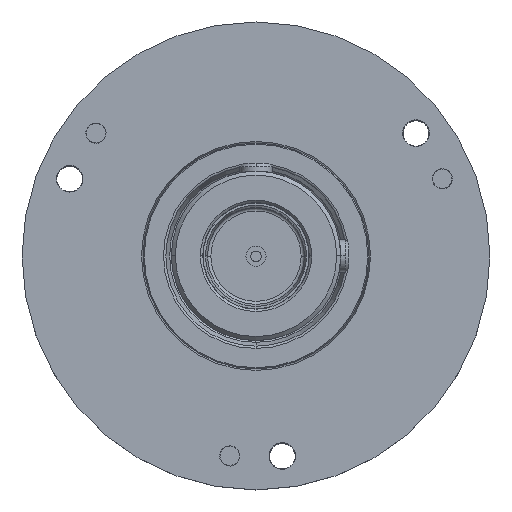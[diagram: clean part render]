
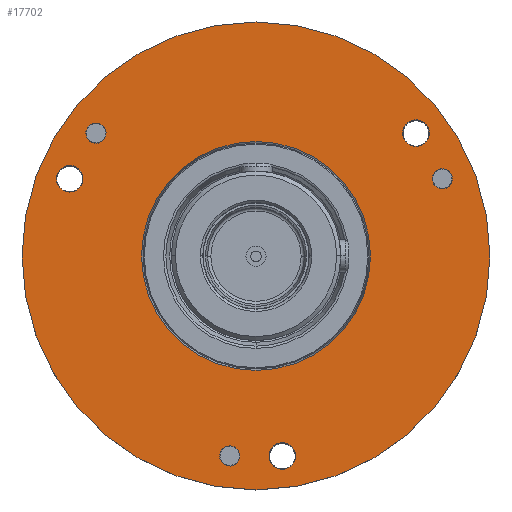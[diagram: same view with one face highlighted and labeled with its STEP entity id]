
A CAD part, top view. The second image highlights one B-rep face of the part: STEP entity #17702.
In plain terms, the highlighted planar face has unit normal (0, 0, 1).
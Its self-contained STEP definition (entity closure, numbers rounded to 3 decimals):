
#249=CARTESIAN_POINT('',(0.,0.,18.));
#250=DIRECTION('',(0.,0.,1.));
#251=DIRECTION('',(1.,0.,0.));
#252=AXIS2_PLACEMENT_3D('',#249,#250,#251);
#254=CARTESIAN_POINT('',(0.,0.,18.));
#255=DIRECTION('',(0.,0.,1.));
#256=DIRECTION('',(-1.,0.,0.));
#257=AXIS2_PLACEMENT_3D('',#254,#255,#256);
#259=CARTESIAN_POINT('',(-19.834,15.219,18.));
#260=DIRECTION('',(0.,0.,-1.));
#261=DIRECTION('',(-0.793,0.609,0.));
#262=AXIS2_PLACEMENT_3D('',#259,#260,#261);
#264=CARTESIAN_POINT('',(-19.834,15.219,18.));
#265=DIRECTION('',(0.,0.,-1.));
#266=DIRECTION('',(0.793,-0.609,0.));
#267=AXIS2_PLACEMENT_3D('',#264,#265,#266);
#269=CARTESIAN_POINT('',(-3.263,-24.786,18.));
#270=DIRECTION('',(0.,0.,-1.));
#271=DIRECTION('',(-0.131,-0.991,0.));
#272=AXIS2_PLACEMENT_3D('',#269,#270,#271);
#274=CARTESIAN_POINT('',(-3.263,-24.786,18.));
#275=DIRECTION('',(0.,0.,-1.));
#276=DIRECTION('',(0.131,0.991,0.));
#277=AXIS2_PLACEMENT_3D('',#274,#275,#276);
#279=CARTESIAN_POINT('',(23.097,9.567,18.));
#280=DIRECTION('',(0.,0.,-1.));
#281=DIRECTION('',(0.924,0.383,0.));
#282=AXIS2_PLACEMENT_3D('',#279,#280,#281);
#284=CARTESIAN_POINT('',(23.097,9.567,18.));
#285=DIRECTION('',(0.,0.,-1.));
#286=DIRECTION('',(-0.924,-0.383,0.));
#287=AXIS2_PLACEMENT_3D('',#284,#285,#286);
#289=CARTESIAN_POINT('',(3.263,-24.786,18.));
#290=DIRECTION('',(0.,0.,1.));
#291=DIRECTION('',(0.,-1.,0.));
#292=AXIS2_PLACEMENT_3D('',#289,#290,#291);
#294=CARTESIAN_POINT('',(3.263,-24.786,18.));
#295=DIRECTION('',(0.,0.,1.));
#296=DIRECTION('',(0.,1.,0.));
#297=AXIS2_PLACEMENT_3D('',#294,#295,#296);
#299=CARTESIAN_POINT('',(19.834,15.219,18.));
#300=DIRECTION('',(0.,0.,1.));
#301=DIRECTION('',(0.,-1.,0.));
#302=AXIS2_PLACEMENT_3D('',#299,#300,#301);
#304=CARTESIAN_POINT('',(19.834,15.219,18.));
#305=DIRECTION('',(0.,0.,1.));
#306=DIRECTION('',(0.,1.,0.));
#307=AXIS2_PLACEMENT_3D('',#304,#305,#306);
#309=CARTESIAN_POINT('',(-23.097,9.567,18.));
#310=DIRECTION('',(0.,0.,1.));
#311=DIRECTION('',(0.,-1.,0.));
#312=AXIS2_PLACEMENT_3D('',#309,#310,#311);
#314=CARTESIAN_POINT('',(-23.097,9.567,18.));
#315=DIRECTION('',(0.,0.,1.));
#316=DIRECTION('',(0.,1.,0.));
#317=AXIS2_PLACEMENT_3D('',#314,#315,#316);
#319=CARTESIAN_POINT('',(0.,0.,18.));
#320=DIRECTION('',(0.,0.,-1.));
#321=DIRECTION('',(-1.,0.,0.));
#322=AXIS2_PLACEMENT_3D('',#319,#320,#321);
#337=CARTESIAN_POINT('',(0.,0.,18.));
#338=DIRECTION('',(0.,0.,-1.));
#339=DIRECTION('',(1.,0.,0.));
#340=AXIS2_PLACEMENT_3D('',#337,#338,#339);
#14072=CARTESIAN_POINT('',(29.,0.,18.));
#14073=CARTESIAN_POINT('',(-29.,0.,18.));
#14074=VERTEX_POINT('',#14072);
#14075=VERTEX_POINT('',#14073);
#14160=CARTESIAN_POINT('',(-20.826,15.98,18.));
#14161=CARTESIAN_POINT('',(-18.842,14.458,18.));
#14162=VERTEX_POINT('',#14160);
#14163=VERTEX_POINT('',#14161);
#14164=CARTESIAN_POINT('',(-3.426,-26.025,18.));
#14165=CARTESIAN_POINT('',(-3.1,-23.547,18.));
#14166=VERTEX_POINT('',#14164);
#14167=VERTEX_POINT('',#14165);
#14168=CARTESIAN_POINT('',(24.252,10.045,18.));
#14169=CARTESIAN_POINT('',(21.942,9.089,18.));
#14170=VERTEX_POINT('',#14168);
#14171=VERTEX_POINT('',#14169);
#14270=CARTESIAN_POINT('',(14.188,0.,18.));
#14271=CARTESIAN_POINT('',(-14.188,0.,18.));
#14272=VERTEX_POINT('',#14270);
#14273=VERTEX_POINT('',#14271);
#14458=CARTESIAN_POINT('',(3.263,-26.436,18.));
#14459=CARTESIAN_POINT('',(3.263,-23.136,18.));
#14460=VERTEX_POINT('',#14458);
#14461=VERTEX_POINT('',#14459);
#14466=CARTESIAN_POINT('',(19.834,13.569,18.));
#14467=CARTESIAN_POINT('',(19.834,16.869,18.));
#14468=VERTEX_POINT('',#14466);
#14469=VERTEX_POINT('',#14467);
#14474=CARTESIAN_POINT('',(-23.097,7.917,18.));
#14475=CARTESIAN_POINT('',(-23.097,11.217,18.));
#14476=VERTEX_POINT('',#14474);
#14477=VERTEX_POINT('',#14475);
#17651=CARTESIAN_POINT('',(0.,0.,18.));
#17652=DIRECTION('',(0.,0.,1.));
#17653=DIRECTION('',(1.,0.,0.));
#17654=AXIS2_PLACEMENT_3D('',#17651,#17652,#17653);
#17655=PLANE('',#17654);
#17656=ORIENTED_EDGE('',*,*,#17631,.F.);
#17657=ORIENTED_EDGE('',*,*,#17645,.F.);
#17658=EDGE_LOOP('',(#17656,#17657));
#17659=FACE_OUTER_BOUND('',#17658,.F.);
#17661=ORIENTED_EDGE('',*,*,#17660,.F.);
#17663=ORIENTED_EDGE('',*,*,#17662,.F.);
#17664=EDGE_LOOP('',(#17661,#17663));
#17665=FACE_BOUND('',#17664,.F.);
#17667=ORIENTED_EDGE('',*,*,#17666,.F.);
#17669=ORIENTED_EDGE('',*,*,#17668,.F.);
#17670=EDGE_LOOP('',(#17667,#17669));
#17671=FACE_BOUND('',#17670,.F.);
#17673=ORIENTED_EDGE('',*,*,#17672,.F.);
#17675=ORIENTED_EDGE('',*,*,#17674,.F.);
#17676=EDGE_LOOP('',(#17673,#17675));
#17677=FACE_BOUND('',#17676,.F.);
#17679=ORIENTED_EDGE('',*,*,#17678,.F.);
#17681=ORIENTED_EDGE('',*,*,#17680,.F.);
#17682=EDGE_LOOP('',(#17679,#17681));
#17683=FACE_BOUND('',#17682,.F.);
#17685=ORIENTED_EDGE('',*,*,#17684,.T.);
#17687=ORIENTED_EDGE('',*,*,#17686,.T.);
#17688=EDGE_LOOP('',(#17685,#17687));
#17689=FACE_BOUND('',#17688,.F.);
#17691=ORIENTED_EDGE('',*,*,#17690,.T.);
#17693=ORIENTED_EDGE('',*,*,#17692,.T.);
#17694=EDGE_LOOP('',(#17691,#17693));
#17695=FACE_BOUND('',#17694,.F.);
#17697=ORIENTED_EDGE('',*,*,#17696,.T.);
#17699=ORIENTED_EDGE('',*,*,#17698,.T.);
#17700=EDGE_LOOP('',(#17697,#17699));
#17701=FACE_BOUND('',#17700,.F.);
#253=CIRCLE('',#252,29.);
#258=CIRCLE('',#257,29.);
#263=CIRCLE('',#262,1.25);
#268=CIRCLE('',#267,1.25);
#273=CIRCLE('',#272,1.25);
#278=CIRCLE('',#277,1.25);
#283=CIRCLE('',#282,1.25);
#288=CIRCLE('',#287,1.25);
#293=CIRCLE('',#292,1.65);
#298=CIRCLE('',#297,1.65);
#303=CIRCLE('',#302,1.65);
#308=CIRCLE('',#307,1.65);
#313=CIRCLE('',#312,1.65);
#318=CIRCLE('',#317,1.65);
#323=CIRCLE('',#322,14.188);
#341=CIRCLE('',#340,14.188);
#17631=EDGE_CURVE('',#14074,#14075,#253,.T.);
#17645=EDGE_CURVE('',#14075,#14074,#258,.T.);
#17660=EDGE_CURVE('',#14273,#14272,#323,.T.);
#17662=EDGE_CURVE('',#14272,#14273,#341,.T.);
#17666=EDGE_CURVE('',#14162,#14163,#263,.T.);
#17668=EDGE_CURVE('',#14163,#14162,#268,.T.);
#17672=EDGE_CURVE('',#14166,#14167,#273,.T.);
#17674=EDGE_CURVE('',#14167,#14166,#278,.T.);
#17678=EDGE_CURVE('',#14170,#14171,#283,.T.);
#17680=EDGE_CURVE('',#14171,#14170,#288,.T.);
#17684=EDGE_CURVE('',#14460,#14461,#293,.T.);
#17686=EDGE_CURVE('',#14461,#14460,#298,.T.);
#17690=EDGE_CURVE('',#14468,#14469,#303,.T.);
#17692=EDGE_CURVE('',#14469,#14468,#308,.T.);
#17696=EDGE_CURVE('',#14476,#14477,#313,.T.);
#17698=EDGE_CURVE('',#14477,#14476,#318,.T.);
#17702=ADVANCED_FACE('',(#17659,#17665,#17671,#17677,#17683,#17689,#17695,
#17701),#17655,.T.);
